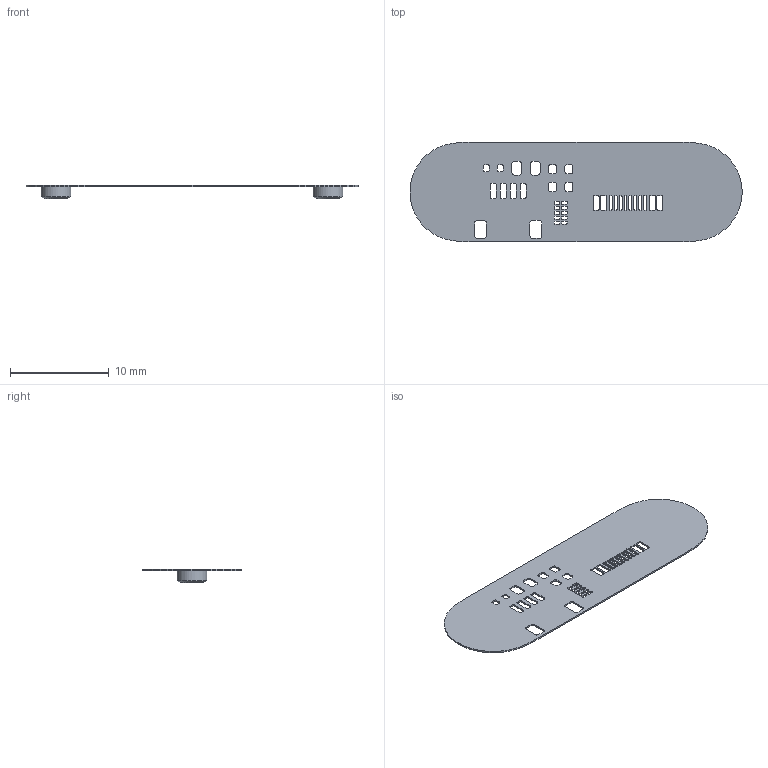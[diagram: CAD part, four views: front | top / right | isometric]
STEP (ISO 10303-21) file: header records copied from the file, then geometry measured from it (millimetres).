
FILE_DESCRIPTION(/* description */ (''),/* implementation_level */ '2;1');
FILE_NAME(/* name */ 'muon-stencil-3DP.step',/* time_stamp */ '2025-12-27T03:51:26+09:00',/* author */ (''),/* organization */ (''),/* preprocessor_version */ 'ST-DEVELOPER v20.1',/* originating_system */ 'Autodesk Translation Framework v14.21.0.0',/* authorisation */ '');
FILE_SCHEMA (('AUTOMOTIVE_DESIGN { 1 0 10303 214 3 1 1 }'));
Length unit declared in the file: millimetre
Products named in the file (1): muon-stencil-3DP
Bounding box: 33.54 x 10.05 x 1.36 mm (x, y, z)
Volume: 63.1 mm3; surface area: 634.1 mm2
Topology: 1 solids, 1 shells, 928 faces, 2770 edges, 1846 vertices
Faces by surface type: plane 924, cone 2, cylinder 2
Full cylindrical faces by diameter (mm): 3 x2
Entity records: 30701 total; most frequent: CARTESIAN_POINT 5545, ORIENTED_EDGE 5540, DIRECTION 4634, EDGE_CURVE 2770, LINE 2764, VECTOR 2764, VERTEX_POINT 1846, EDGE_LOOP 1002
